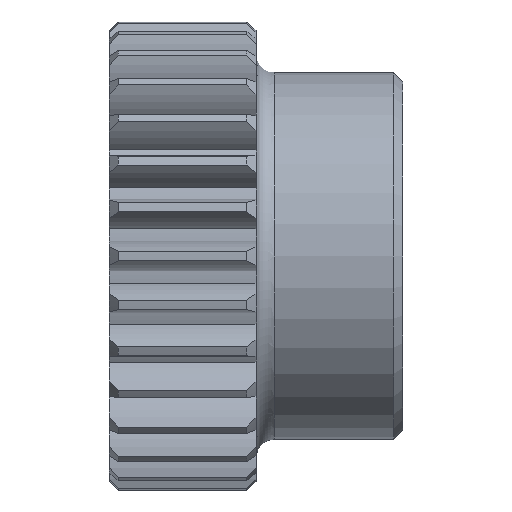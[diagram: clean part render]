
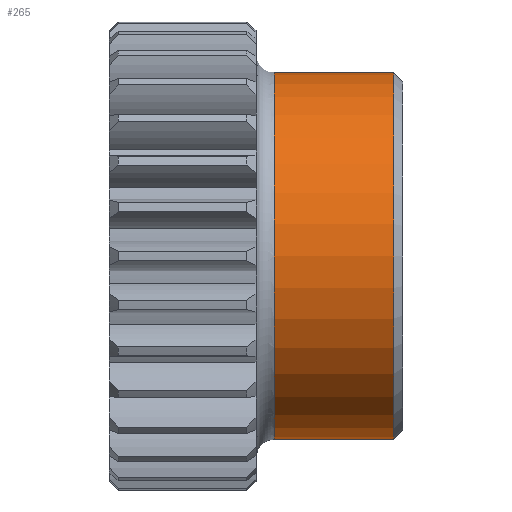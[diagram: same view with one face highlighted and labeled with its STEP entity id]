
A CAD part, front view. The second image highlights one B-rep face of the part: STEP entity #265.
In plain terms, the highlighted cylindrical face has radius 10 mm (diameter 20 mm), a full revolution.
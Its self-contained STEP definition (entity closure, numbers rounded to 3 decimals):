
#265 = ADVANCED_FACE( '', ( #738, #739, #740 ), #741, .T. );
#738 = FACE_OUTER_BOUND( '', #1427, .T. );
#739 = FACE_BOUND( '', #1428, .T. );
#740 = FACE_OUTER_BOUND( '', #1429, .T. );
#741 = CYLINDRICAL_SURFACE( '', #1430, 10. );
#1427 = EDGE_LOOP( '', ( #2213 ) );
#1428 = EDGE_LOOP( '', ( #2214 ) );
#1429 = EDGE_LOOP( '', ( #2215 ) );
#1430 = AXIS2_PLACEMENT_3D( '', #2216, #2217, #2218 );
#2213 = ORIENTED_EDGE( '', *, *, #4166, .T. );
#2214 = ORIENTED_EDGE( '', *, *, #4244, .T. );
#2215 = ORIENTED_EDGE( '', *, *, #4245, .F. );
#2216 = CARTESIAN_POINT( '', ( 16., 0., 0. ) );
#2217 = DIRECTION( '', ( -1., 0., 0. ) );
#2218 = DIRECTION( '', ( 0., 0., -1. ) );
#4166 = EDGE_CURVE( '', #4993, #4993, #4994, .T. );
#4244 = EDGE_CURVE( '', #5140, #5140, #5141, .T. );
#4245 = EDGE_CURVE( '', #5142, #5142, #5143, .T. );
#4993 = VERTEX_POINT( '', #6192 );
#4994 = CIRCLE( '', #6193, 10. );
#5140 = VERTEX_POINT( '', #6376 );
#5141 = B_SPLINE_CURVE_WITH_KNOTS( '', 3, ( #6377, #6378, #6379, #6380, #6381, #6382, #6383, #6384, #6385, #6386, #6387, #6388, #6389, #6390, #6391, #6392, #6393, #6394, #6395, #6396, #6397, #6398, #6399, #6400, #6401, #6402, #6403, #6404, #6405, #6406, #6407, #6408, #6409, #6410, #6411, #6412, #6413, #6414, #6415, #6416, #6417, #6418, #6419, #6420, #6421, #6422, #6423, #6424, #6425, #6426, #6427, #6428, #6429, #6430, #6431, #6432, #6433, #6434 ), .UNSPECIFIED., .T., .F., ( 2, 2, 2, 2, 2, 2, 2, 2, 2, 2, 2, 2, 2, 2, 2, 2, 2, 2, 2, 2, 2, 2, 2, 2, 2, 2, 2, 2, 2, 2, 2 ), ( -0.001, 0., 0., 0.001, 0.001, 0.002, 0.002, 0.003, 0.003, 0.004, 0.004, 0.005, 0.005, 0.006, 0.006, 0.007, 0.007, 0.007, 0.008, 0.008, 0.009, 0.01, 0.011, 0.012, 0.012, 0.013, 0.013, 0.013, 0.014, 0.015, 0.015 ), .UNSPECIFIED. );
#5142 = VERTEX_POINT( '', #6435 );
#5143 = CIRCLE( '', #6436, 10. );
#6192 = CARTESIAN_POINT( '', ( 9., 0., -10. ) );
#6193 = AXIS2_PLACEMENT_3D( '', #7935, #7936, #7937 );
#6376 = CARTESIAN_POINT( '', ( 10.312, 9.862, -1.653 ) );
#6377 = CARTESIAN_POINT( '', ( 10.071, 9.896, -1.454 ) );
#6378 = CARTESIAN_POINT( '', ( 10.432, 9.846, -1.752 ) );
#6379 = CARTESIAN_POINT( '', ( 10.56, 9.83, -1.838 ) );
#6380 = CARTESIAN_POINT( '', ( 10.83, 9.801, -1.987 ) );
#6381 = CARTESIAN_POINT( '', ( 10.973, 9.788, -2.05 ) );
#6382 = CARTESIAN_POINT( '', ( 11.269, 9.766, -2.151 ) );
#6383 = CARTESIAN_POINT( '', ( 11.419, 9.758, -2.187 ) );
#6384 = CARTESIAN_POINT( '', ( 11.725, 9.747, -2.235 ) );
#6385 = CARTESIAN_POINT( '', ( 11.882, 9.744, -2.247 ) );
#6386 = CARTESIAN_POINT( '', ( 12.194, 9.745, -2.242 ) );
#6387 = CARTESIAN_POINT( '', ( 12.348, 9.749, -2.227 ) );
#6388 = CARTESIAN_POINT( '', ( 12.653, 9.762, -2.171 ) );
#6389 = CARTESIAN_POINT( '', ( 12.805, 9.771, -2.129 ) );
#6390 = CARTESIAN_POINT( '', ( 13.095, 9.794, -2.021 ) );
#6391 = CARTESIAN_POINT( '', ( 13.235, 9.807, -1.955 ) );
#6392 = CARTESIAN_POINT( '', ( 13.501, 9.837, -1.799 ) );
#6393 = CARTESIAN_POINT( '', ( 13.628, 9.854, -1.707 ) );
#6394 = CARTESIAN_POINT( '', ( 13.861, 9.887, -1.503 ) );
#6395 = CARTESIAN_POINT( '', ( 13.966, 9.904, -1.391 ) );
#6396 = CARTESIAN_POINT( '', ( 14.154, 9.935, -1.146 ) );
#6397 = CARTESIAN_POINT( '', ( 14.236, 9.95, -1.012 ) );
#6398 = CARTESIAN_POINT( '', ( 14.368, 9.974, -0.732 ) );
#6399 = CARTESIAN_POINT( '', ( 14.419, 9.984, -0.587 ) );
#6400 = CARTESIAN_POINT( '', ( 14.486, 9.997, -0.281 ) );
#6401 = CARTESIAN_POINT( '', ( 14.502, 10., -0.125 ) );
#6402 = CARTESIAN_POINT( '', ( 14.497, 9.999, 0.185 ) );
#6403 = CARTESIAN_POINT( '', ( 14.477, 9.995, 0.342 ) );
#6404 = CARTESIAN_POINT( '', ( 14.4, 9.98, 0.645 ) );
#6405 = CARTESIAN_POINT( '', ( 14.345, 9.97, 0.79 ) );
#6406 = CARTESIAN_POINT( '', ( 14.203, 9.944, 1.068 ) );
#6407 = CARTESIAN_POINT( '', ( 14.118, 9.929, 1.199 ) );
#6408 = CARTESIAN_POINT( '', ( 13.923, 9.897, 1.439 ) );
#6409 = CARTESIAN_POINT( '', ( 13.812, 9.88, 1.551 ) );
#6410 = CARTESIAN_POINT( '', ( 13.573, 9.847, 1.748 ) );
#6411 = CARTESIAN_POINT( '', ( 13.445, 9.83, 1.835 ) );
#6412 = CARTESIAN_POINT( '', ( 13.173, 9.801, 1.986 ) );
#6413 = CARTESIAN_POINT( '', ( 13.029, 9.788, 2.049 ) );
#6414 = CARTESIAN_POINT( '', ( 12.59, 9.756, 2.199 ) );
#6415 = CARTESIAN_POINT( '', ( 12.275, 9.744, 2.248 ) );
#6416 = CARTESIAN_POINT( '', ( 11.655, 9.746, 2.241 ) );
#6417 = CARTESIAN_POINT( '', ( 11.342, 9.759, 2.183 ) );
#6418 = CARTESIAN_POINT( '', ( 10.763, 9.805, 1.969 ) );
#6419 = CARTESIAN_POINT( '', ( 10.489, 9.837, 1.809 ) );
#6420 = CARTESIAN_POINT( '', ( 10.141, 9.887, 1.505 ) );
#6421 = CARTESIAN_POINT( '', ( 10.034, 9.904, 1.391 ) );
#6422 = CARTESIAN_POINT( '', ( 9.845, 9.935, 1.144 ) );
#6423 = CARTESIAN_POINT( '', ( 9.764, 9.95, 1.013 ) );
#6424 = CARTESIAN_POINT( '', ( 9.632, 9.974, 0.733 ) );
#6425 = CARTESIAN_POINT( '', ( 9.58, 9.984, 0.583 ) );
#6426 = CARTESIAN_POINT( '', ( 9.514, 9.997, 0.28 ) );
#6427 = CARTESIAN_POINT( '', ( 9.498, 10., 0.125 ) );
#6428 = CARTESIAN_POINT( '', ( 9.503, 9.999, -0.188 ) );
#6429 = CARTESIAN_POINT( '', ( 9.524, 9.995, -0.344 ) );
#6430 = CARTESIAN_POINT( '', ( 9.6, 9.98, -0.645 ) );
#6431 = CARTESIAN_POINT( '', ( 9.656, 9.969, -0.794 ) );
#6432 = CARTESIAN_POINT( '', ( 9.869, 9.931, -1.209 ) );
#6433 = CARTESIAN_POINT( '', ( 10.071, 9.896, -1.454 ) );
#6434 = CARTESIAN_POINT( '', ( 10.432, 9.846, -1.752 ) );
#6435 = CARTESIAN_POINT( '', ( 15.5, 0., -10. ) );
#6436 = AXIS2_PLACEMENT_3D( '', #8139, #8140, #8141 );
#7935 = CARTESIAN_POINT( '', ( 9., 0., 0. ) );
#7936 = DIRECTION( '', ( 1., 0., 0. ) );
#7937 = DIRECTION( '', ( 0., 0., -1. ) );
#8139 = CARTESIAN_POINT( '', ( 15.5, 0., 0. ) );
#8140 = DIRECTION( '', ( 1., 0., 0. ) );
#8141 = DIRECTION( '', ( 0., 0., -1. ) );
